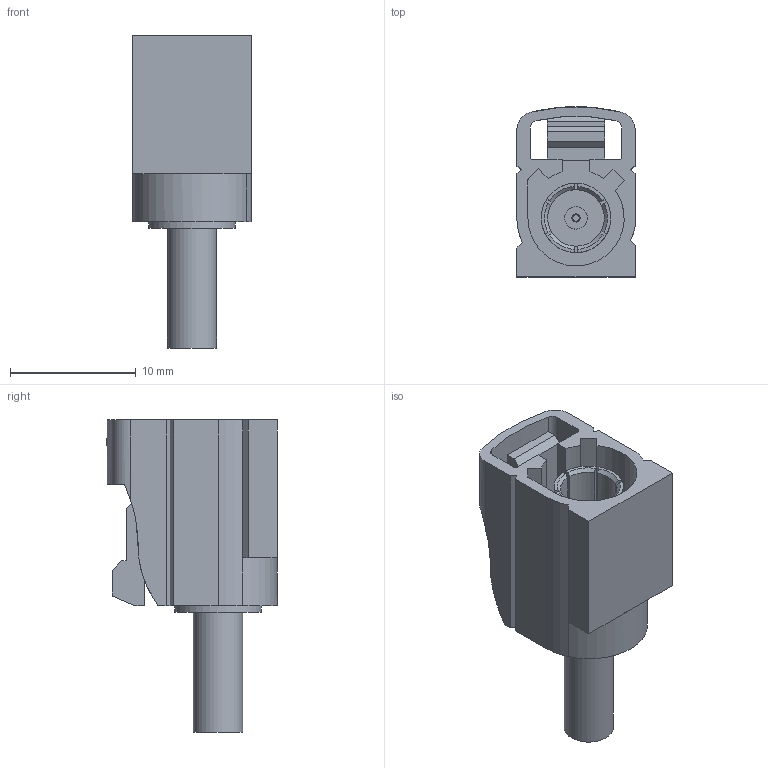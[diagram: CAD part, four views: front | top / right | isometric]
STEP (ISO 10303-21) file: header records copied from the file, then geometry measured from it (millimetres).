
FILE_DESCRIPTION (( 'STEP AP203' ), '1' );
FILE_NAME ('PE44646B_3D.step', '2021-03-09T16:28:47', ( '' ), ( '' ), 'SwSTEP 2.0', 'SolidWorks 2020', '' );
FILE_SCHEMA (( 'CONFIG_CONTROL_DESIGN' ));
Length unit declared in the file: inch
Products named in the file (1): PE44646B_3D
Bounding box: 9.4 x 13.53 x 24.78 mm (x, y, z)
Volume: 1206.9 mm3; surface area: 1820.3 mm2
Topology: 1 solids, 1 shells, 118 faces, 321 edges, 212 vertices
Faces by surface type: plane 83, cylinder 25, cone 8, bspline 2
Full cylindrical faces by diameter (mm): 0.55 x1, 1.7 x1, 1.778 x1, 2.7 x1, 3.25 x1, 3.9 x1, 4.497 x1, 5.513 x1, 6.883 x1
Entity records: 3885 total; most frequent: CARTESIAN_POINT 861, ORIENTED_EDGE 614, DIRECTION 594, EDGE_CURVE 307, VERTEX_POINT 209, VECTOR 202, LINE 202, AXIS2_PLACEMENT_3D 196
